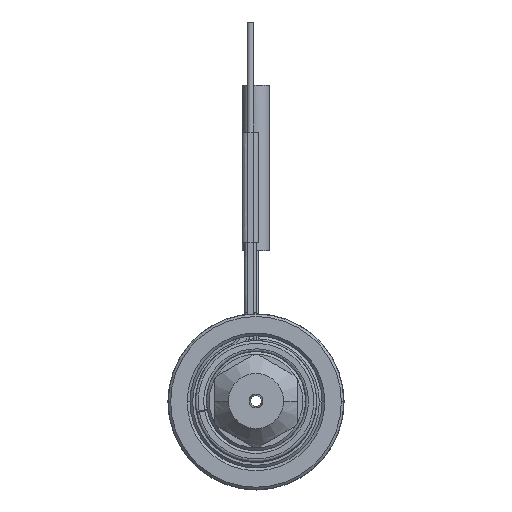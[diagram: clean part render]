
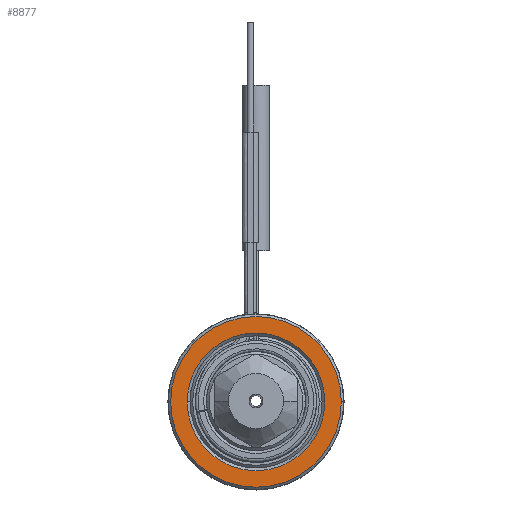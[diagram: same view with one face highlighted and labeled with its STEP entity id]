
A CAD part, top view. The second image highlights one B-rep face of the part: STEP entity #8877.
In plain terms, the highlighted planar face has unit normal (0, 0, 1).
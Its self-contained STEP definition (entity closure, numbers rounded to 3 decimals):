
#2120=CARTESIAN_POINT('',(0.,0.,25.));
#2121=DIRECTION('',(0.,0.,-1.));
#2122=DIRECTION('',(-1.,0.,0.));
#2123=AXIS2_PLACEMENT_3D('',#2120,#2121,#2122);
#2134=CARTESIAN_POINT('',(0.,0.,25.));
#2135=DIRECTION('',(0.,0.,-1.));
#2136=DIRECTION('',(1.,0.,0.));
#2137=AXIS2_PLACEMENT_3D('',#2134,#2135,#2136);
#2148=CARTESIAN_POINT('',(0.,0.,
25.));
#2149=DIRECTION('',(0.,0.,-1.));
#2150=DIRECTION('',(1.,0.,0.));
#2151=AXIS2_PLACEMENT_3D('',#2148,#2149,#2150);
#2162=CARTESIAN_POINT('',(0.,0.,25.));
#2163=DIRECTION('',(0.,0.,-1.));
#2164=DIRECTION('',(-1.,0.,0.));
#2165=AXIS2_PLACEMENT_3D('',#2162,#2163,#2164);
#6300=CARTESIAN_POINT('',(15.5,0.,25.));
#6301=CARTESIAN_POINT('',(-15.5,0.,
25.));
#6302=VERTEX_POINT('',#6300);
#6303=VERTEX_POINT('',#6301);
#6304=CARTESIAN_POINT('',(12.5,0.,25.));
#6305=CARTESIAN_POINT('',(-12.5,0.,25.));
#6306=VERTEX_POINT('',#6304);
#6307=VERTEX_POINT('',#6305);
#8862=CARTESIAN_POINT('',(0.,0.,25.));
#8863=DIRECTION('',(0.,0.,1.));
#8864=DIRECTION('',(-1.,0.,0.));
#8865=AXIS2_PLACEMENT_3D('',#8862,#8863,#8864);
#8866=PLANE('',#8865);
#8867=ORIENTED_EDGE('',*,*,#8844,.T.);
#8868=ORIENTED_EDGE('',*,*,#8829,.T.);
#8869=EDGE_LOOP('',(#8867,#8868));
#8870=FACE_OUTER_BOUND('',#8869,.F.);
#8872=ORIENTED_EDGE('',*,*,#8871,.F.);
#8874=ORIENTED_EDGE('',*,*,#8873,.F.);
#8875=EDGE_LOOP('',(#8872,#8874));
#8876=FACE_BOUND('',#8875,.F.);
#2124=CIRCLE('',#2123,15.5);
#2138=CIRCLE('',#2137,15.5);
#2152=CIRCLE('',#2151,12.5);
#2166=CIRCLE('',#2165,12.5);
#8829=EDGE_CURVE('',#6303,#6302,#2124,.T.);
#8844=EDGE_CURVE('',#6302,#6303,#2138,.T.);
#8871=EDGE_CURVE('',#6306,#6307,#2152,.T.);
#8873=EDGE_CURVE('',#6307,#6306,#2166,.T.);
#8877=ADVANCED_FACE('',(#8870,#8876),#8866,.T.);
